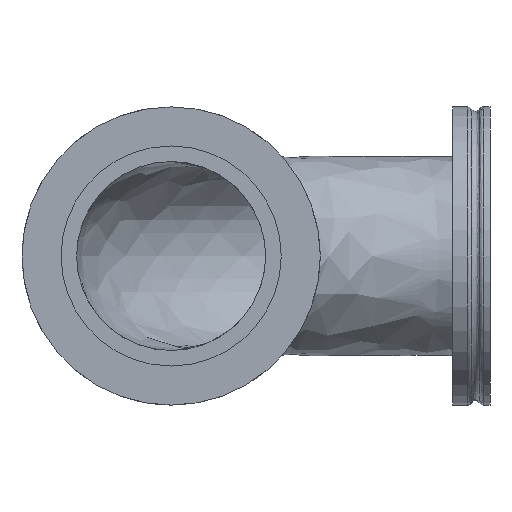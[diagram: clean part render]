
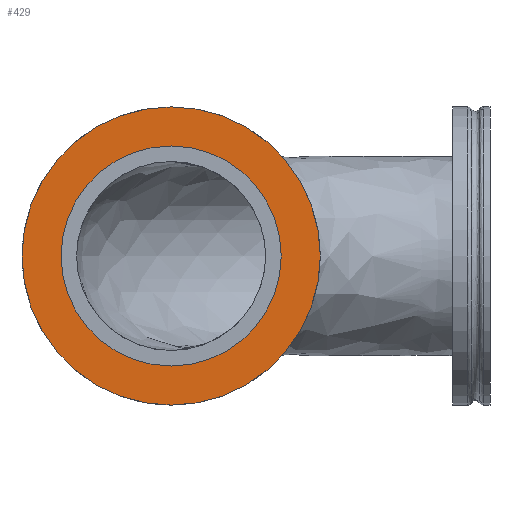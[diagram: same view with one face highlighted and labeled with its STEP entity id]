
A CAD part, front view. The second image highlights one B-rep face of the part: STEP entity #429.
In plain terms, the highlighted face is planar.
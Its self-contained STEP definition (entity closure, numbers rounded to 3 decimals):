
#2 = AXIS2_PLACEMENT_3D ( 'NONE', #1307, #284, #33 ) ;
#24 = EDGE_LOOP ( 'NONE', ( #306 ) ) ;
#33 = DIRECTION ( 'NONE',  ( 0., 0., -1. ) ) ;
#218 = VERTEX_POINT ( 'NONE', #397 ) ;
#284 = DIRECTION ( 'NONE',  ( 0., 1., 0. ) ) ;
#306 = ORIENTED_EDGE ( 'NONE', *, *, #997, .T. ) ;
#371 = CARTESIAN_POINT ( 'NONE',  ( 0., 0., 0. ) ) ;
#397 = CARTESIAN_POINT ( 'NONE',  ( 0., 0., -47.5 ) ) ;
#429 = ADVANCED_FACE ( 'NONE', ( #1237, #638 ), #1460, .T. ) ;
#534 = CIRCLE ( 'NONE', #2, 47.5 ) ;
#638 = FACE_OUTER_BOUND ( 'NONE', #24, .T. ) ;
#667 = CARTESIAN_POINT ( 'NONE',  ( 0., 0., 0. ) ) ;
#861 = CARTESIAN_POINT ( 'NONE',  ( 0., 0., -35.05 ) ) ;
#878 = AXIS2_PLACEMENT_3D ( 'NONE', #371, #1199, #1202 ) ;
#997 = EDGE_CURVE ( 'NONE', #218, #218, #534, .T. ) ;
#1110 = EDGE_LOOP ( 'NONE', ( #1364 ) ) ;
#1137 = EDGE_CURVE ( 'NONE', #1439, #1439, #1437, .T. ) ;
#1139 = DIRECTION ( 'NONE',  ( 0., -1., 0. ) ) ;
#1199 = DIRECTION ( 'NONE',  ( 0., 1., 0. ) ) ;
#1202 = DIRECTION ( 'NONE',  ( 0., 0., 1. ) ) ;
#1226 = DIRECTION ( 'NONE',  ( 0., 0., -1. ) ) ;
#1237 = FACE_BOUND ( 'NONE', #1110, .T. ) ;
#1307 = CARTESIAN_POINT ( 'NONE',  ( 0., 0., 0. ) ) ;
#1364 = ORIENTED_EDGE ( 'NONE', *, *, #1137, .T. ) ;
#1437 = CIRCLE ( 'NONE', #1483, 35.05 ) ;
#1439 = VERTEX_POINT ( 'NONE', #861 ) ;
#1460 = PLANE ( 'NONE',  #878 ) ;
#1483 = AXIS2_PLACEMENT_3D ( 'NONE', #667, #1139, #1226 ) ;
